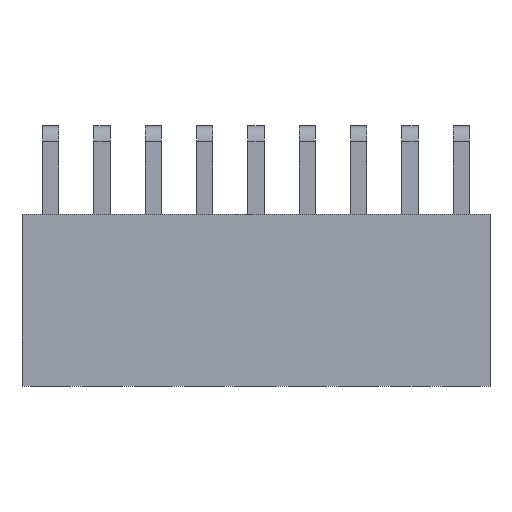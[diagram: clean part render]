
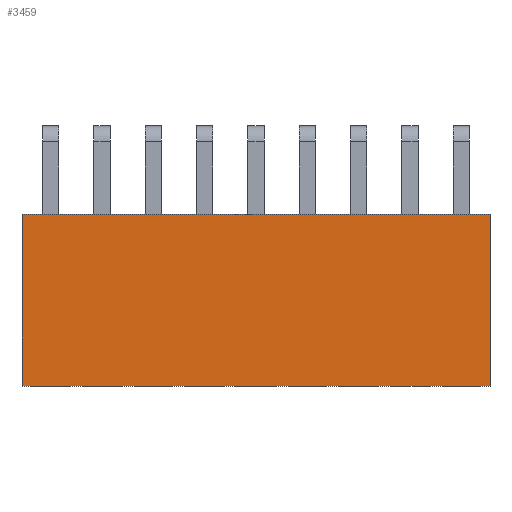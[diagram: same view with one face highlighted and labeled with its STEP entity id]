
A CAD part, top view. The second image highlights one B-rep face of the part: STEP entity #3459.
In plain terms, the highlighted planar face has unit normal (0, 0, 1).
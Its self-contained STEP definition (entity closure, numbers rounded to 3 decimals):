
#3459=ADVANCED_FACE('',(#6593),#6595,.T.);
#6593=FACE_BOUND('',#6594,.T.);
#6594=EDGE_LOOP('',(#9166,#9167,#9168,#9169));
#6595=PLANE('',#6596);
#6596=AXIS2_PLACEMENT_3D('',#6597,#6598,#6599);
#6597=CARTESIAN_POINT('',(21.74,-10.16,5.));
#6598=DIRECTION('',(0.,-0.,1.));
#6599=DIRECTION('',(0.,1.,0.));
#9166=ORIENTED_EDGE('',*,*,#10538,.T.);
#9167=ORIENTED_EDGE('',*,*,#10567,.T.);
#9168=ORIENTED_EDGE('',*,*,#10546,.F.);
#9169=ORIENTED_EDGE('',*,*,#10613,.F.);
#10538=EDGE_CURVE('',#12397,#12395,#12398,.T.);
#10546=EDGE_CURVE('',#12409,#12411,#12412,.T.);
#10567=EDGE_CURVE('',#12395,#12411,#12447,.T.);
#10613=EDGE_CURVE('',#12397,#12409,#12497,.T.);
#12395=VERTEX_POINT('',#16297);
#12397=VERTEX_POINT('',#16301);
#12398=LINE('',#16302,#16303);
#12409=VERTEX_POINT('',#16327);
#12411=VERTEX_POINT('',#16331);
#12412=LINE('',#16332,#16333);
#12447=LINE('',#16409,#16410);
#12497=LINE('',#16551,#16552);
#16297=CARTESIAN_POINT('',(21.74,-1.66,5.));
#16301=CARTESIAN_POINT('',(21.74,-10.16,5.));
#16302=CARTESIAN_POINT('',(21.74,-10.16,5.));
#16303=VECTOR('',#16304,1.);
#16304=DIRECTION('',(0.,1.,0.));
#16327=CARTESIAN_POINT('',(-1.42,-10.16,5.));
#16331=CARTESIAN_POINT('',(-1.42,-1.66,5.));
#16332=CARTESIAN_POINT('',(-1.42,-10.16,5.));
#16333=VECTOR('',#16334,1.);
#16334=DIRECTION('',(0.,1.,0.));
#16409=CARTESIAN_POINT('',(21.74,-1.66,5.));
#16410=VECTOR('',#16411,1.);
#16411=DIRECTION('',(-1.,0.,0.));
#16551=CARTESIAN_POINT('',(21.74,-10.16,5.));
#16552=VECTOR('',#16553,1.);
#16553=DIRECTION('',(-1.,0.,0.));
